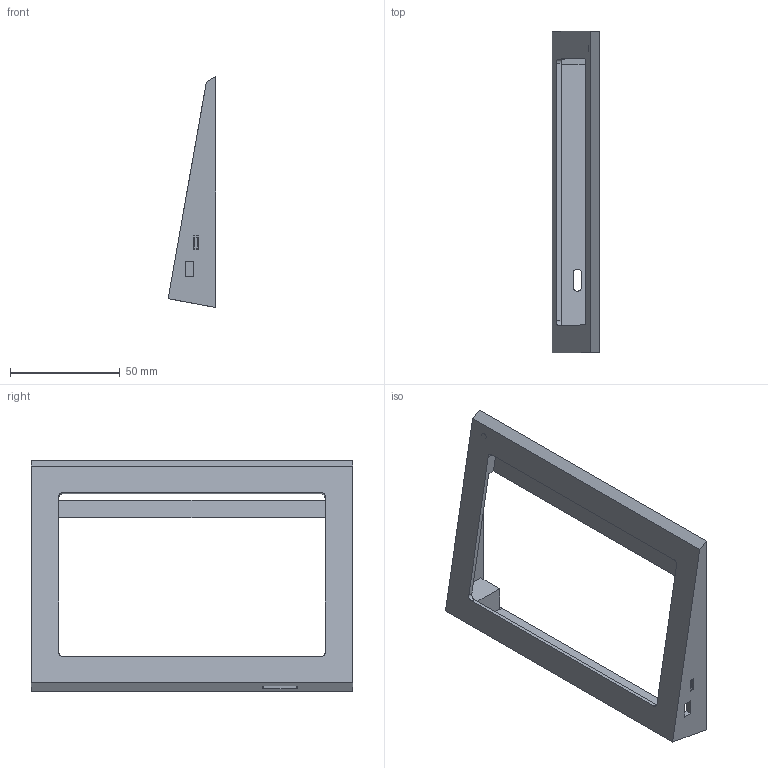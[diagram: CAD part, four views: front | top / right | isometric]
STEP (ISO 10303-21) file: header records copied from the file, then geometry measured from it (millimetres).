
FILE_DESCRIPTION (( 'STEP AP214' ), '1' );
FILE_NAME ('俋褲-拸硌恇.STEP', '2026-02-01T12:50:20', ( '' ), ( '' ), 'SwSTEP 2.0', 'SolidWorks 2024', '' );
FILE_SCHEMA (( 'AUTOMOTIVE_DESIGN' ));
Length unit declared in the file: millimetre
Products named in the file (1): 外壳-无指纹
Bounding box: 21.69 x 146 x 105 mm (x, y, z)
Volume: 29987.4 mm3; surface area: 26532.4 mm2
Topology: 1 solids, 1 shells, 86 faces, 217 edges, 144 vertices
Faces by surface type: plane 56, cylinder 30
Entity records: 2620 total; most frequent: CARTESIAN_POINT 472, DIRECTION 435, ORIENTED_EDGE 434, EDGE_CURVE 217, LINE 157, VECTOR 157, VERTEX_POINT 144, AXIS2_PLACEMENT_3D 139
